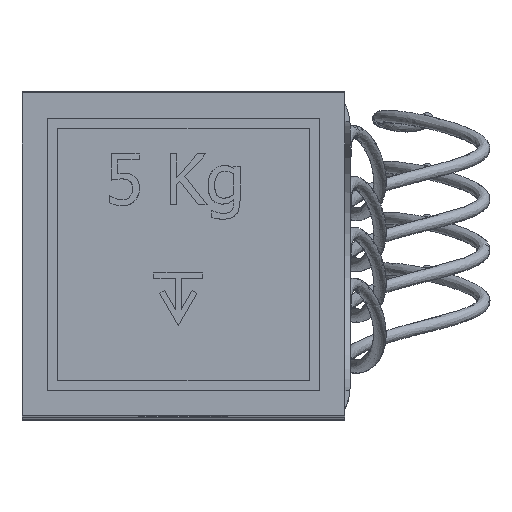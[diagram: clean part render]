
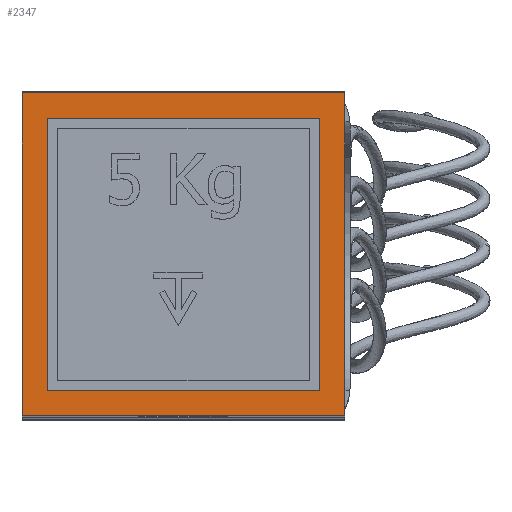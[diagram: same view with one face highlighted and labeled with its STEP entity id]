
A CAD part, top view. The second image highlights one B-rep face of the part: STEP entity #2347.
In plain terms, the highlighted planar face has unit normal (0, 0, 1).
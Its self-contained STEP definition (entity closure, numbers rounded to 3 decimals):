
#68=FACE_BOUND('',#398,.T.);
#141=PLANE('',#2490);
#255=FACE_OUTER_BOUND('',#397,.T.);
#397=EDGE_LOOP('',(#2134,#2135,#2136,#2137));
#398=EDGE_LOOP('',(#2138,#2139,#2140,#2141));
#459=LINE('',#3259,#677);
#478=LINE('',#5365,#696);
#481=LINE('',#5374,#699);
#532=LINE('',#5487,#750);
#536=LINE('',#5495,#754);
#539=LINE('',#5501,#757);
#542=LINE('',#5506,#760);
#653=LINE('',#6208,#871);
#677=VECTOR('',#2546,10.);
#696=VECTOR('',#2637,10.);
#699=VECTOR('',#2646,10.);
#750=VECTOR('',#2743,10.);
#754=VECTOR('',#2749,10.);
#757=VECTOR('',#2754,10.);
#760=VECTOR('',#2759,10.);
#871=VECTOR('',#2936,10.);
#991=VERTEX_POINT('',#3256);
#992=VERTEX_POINT('',#3258);
#1026=VERTEX_POINT('',#5364);
#1029=VERTEX_POINT('',#5372);
#1067=VERTEX_POINT('',#5485);
#1068=VERTEX_POINT('',#5486);
#1071=VERTEX_POINT('',#5494);
#1073=VERTEX_POINT('',#5500);
#1221=EDGE_CURVE('',#991,#992,#459,.T.);
#1276=EDGE_CURVE('',#1026,#992,#478,.T.);
#1281=EDGE_CURVE('',#1029,#991,#481,.T.);
#1336=EDGE_CURVE('',#1067,#1068,#532,.T.);
#1340=EDGE_CURVE('',#1068,#1071,#536,.T.);
#1343=EDGE_CURVE('',#1071,#1073,#539,.T.);
#1346=EDGE_CURVE('',#1073,#1067,#542,.T.);
#1513=EDGE_CURVE('',#1029,#1026,#653,.T.);
#2134=ORIENTED_EDGE('',*,*,#1513,.T.);
#2135=ORIENTED_EDGE('',*,*,#1276,.T.);
#2136=ORIENTED_EDGE('',*,*,#1221,.F.);
#2137=ORIENTED_EDGE('',*,*,#1281,.F.);
#2138=ORIENTED_EDGE('',*,*,#1336,.T.);
#2139=ORIENTED_EDGE('',*,*,#1340,.T.);
#2140=ORIENTED_EDGE('',*,*,#1343,.T.);
#2141=ORIENTED_EDGE('',*,*,#1346,.T.);
#2347=ADVANCED_FACE('',(#255,#68),#141,.T.);
#2490=AXIS2_PLACEMENT_3D('',#6207,#2934,#2935);
#2546=DIRECTION('',(0.,-1.,0.));
#2637=DIRECTION('',(1.,0.,0.));
#2646=DIRECTION('',(1.,0.,0.));
#2743=DIRECTION('',(0.,1.,0.));
#2749=DIRECTION('',(1.,0.,0.));
#2754=DIRECTION('',(0.,-1.,0.));
#2759=DIRECTION('',(-1.,0.,0.));
#2934=DIRECTION('center_axis',(0.,0.,1.));
#2935=DIRECTION('ref_axis',(0.,-1.,0.));
#2936=DIRECTION('',(0.,-1.,0.));
#3256=CARTESIAN_POINT('',(12.7,6.35,37.5));
#3258=CARTESIAN_POINT('',(12.7,-6.35,37.5));
#3259=CARTESIAN_POINT('',(12.7,6.35,37.5));
#5364=CARTESIAN_POINT('',(0.,-6.35,37.5));
#5365=CARTESIAN_POINT('',(0.,-6.35,37.5));
#5372=CARTESIAN_POINT('',(0.,6.35,37.5));
#5374=CARTESIAN_POINT('',(0.,6.35,37.5));
#5485=CARTESIAN_POINT('',(1.,-5.35,37.5));
#5486=CARTESIAN_POINT('',(1.,5.35,37.5));
#5487=CARTESIAN_POINT('',(1.,5.85,37.5));
#5494=CARTESIAN_POINT('',(11.7,5.35,37.5));
#5495=CARTESIAN_POINT('',(5.85,5.35,37.5));
#5500=CARTESIAN_POINT('',(11.7,-5.35,37.5));
#5501=CARTESIAN_POINT('',(11.7,0.5,37.5));
#5506=CARTESIAN_POINT('',(0.5,-5.35,37.5));
#6207=CARTESIAN_POINT('Origin',(0.,6.35,37.5));
#6208=CARTESIAN_POINT('',(0.,6.35,37.5));
